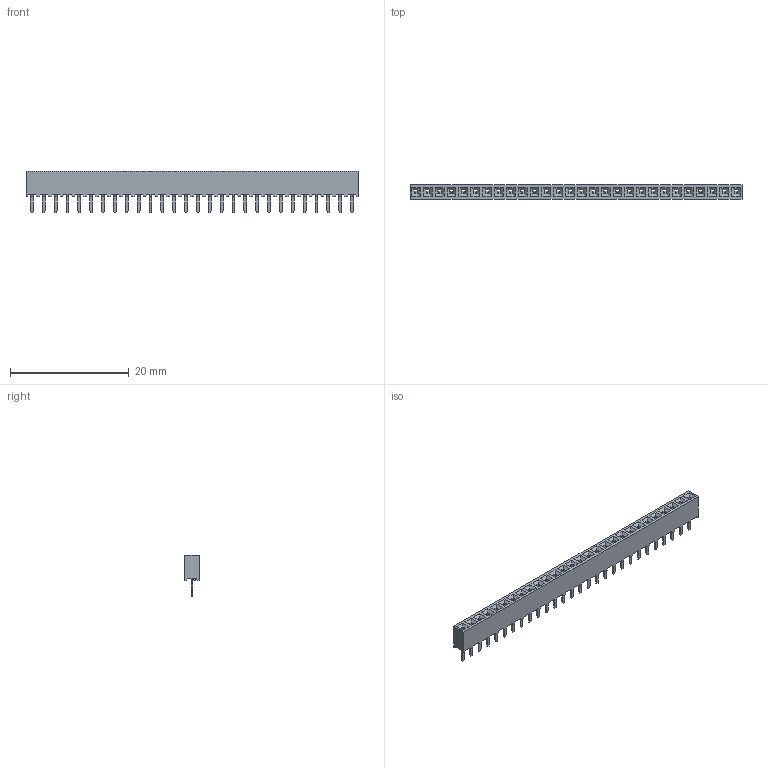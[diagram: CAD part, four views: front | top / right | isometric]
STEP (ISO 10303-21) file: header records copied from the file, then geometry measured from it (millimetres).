
FILE_DESCRIPTION(('STEP AP214'), '1');
FILE_NAME('PBS2', '', ('UNSPECIFIED'), ('UNSPECIFIED'), 'ASCON STEP Converter 1.6', 'ASCON Math Kernel', '');
FILE_SCHEMA(('AUTOMOTIVE_DESIGN { 1 0 10303 214 3 1 1}'));
Length unit declared in the file: millimetre
Bounding box: 56 x 2.4 x 7 mm (x, y, z)
Volume: 374.3 mm3; surface area: 2135.8 mm2
Topology: 29 solids, 29 shells, 2334 faces, 5932 edges, 3656 vertices
Faces by surface type: plane 1914, cylinder 420
Entity records: 87908 total; most frequent: CARTESIAN_POINT 12147, ORIENTED_EDGE 11864, DIRECTION 11442, EDGE_CURVE 5932, LINE 5092, VECTOR 5092, VERTEX_POINT 3880, AXIS2_PLACEMENT_3D 3175
